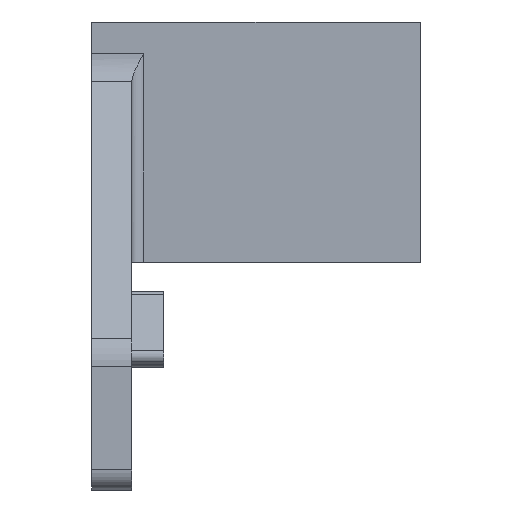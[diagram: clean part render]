
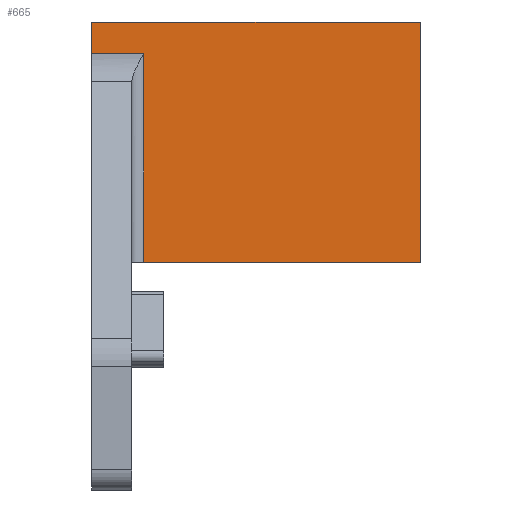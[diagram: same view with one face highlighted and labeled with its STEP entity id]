
A CAD part, top view. The second image highlights one B-rep face of the part: STEP entity #665.
In plain terms, the highlighted planar face has unit normal (0, 0, 1).
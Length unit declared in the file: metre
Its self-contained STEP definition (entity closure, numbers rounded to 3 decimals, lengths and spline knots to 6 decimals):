
#80=ORIENTED_EDGE('',*,*,#254,.T.);
#81=ORIENTED_EDGE('',*,*,#255,.T.);
#82=ORIENTED_EDGE('',*,*,#256,.T.);
#83=ORIENTED_EDGE('',*,*,#257,.T.);
#84=ORIENTED_EDGE('',*,*,#258,.F.);
#85=ORIENTED_EDGE('',*,*,#259,.F.);
#254=EDGE_CURVE('',#341,#342,#409,.F.);
#255=EDGE_CURVE('',#342,#343,#410,.F.);
#256=EDGE_CURVE('',#343,#344,#411,.T.);
#257=EDGE_CURVE('',#344,#345,#412,.T.);
#258=EDGE_CURVE('',#346,#345,#413,.T.);
#259=EDGE_CURVE('',#341,#346,#414,.T.);
#341=VERTEX_POINT('',#1022);
#342=VERTEX_POINT('',#1023);
#343=VERTEX_POINT('',#1025);
#344=VERTEX_POINT('',#1027);
#345=VERTEX_POINT('',#1029);
#346=VERTEX_POINT('',#1031);
#409=LINE('',#1021,#453);
#410=LINE('',#1024,#454);
#411=LINE('',#1026,#455);
#412=LINE('',#1028,#456);
#413=LINE('',#1030,#457);
#414=LINE('',#1032,#458);
#453=VECTOR('',#809,1.);
#454=VECTOR('',#810,1.);
#455=VECTOR('',#811,1.);
#456=VECTOR('',#812,1.);
#457=VECTOR('',#813,1.);
#458=VECTOR('',#814,1.);
#497=EDGE_LOOP('',(#80,#81,#82,#83,#84,#85));
#570=FACE_BOUND('',#497,.T.);
#645=PLANE('',#721);
#665=ADVANCED_FACE('',(#570),#645,.T.);
#721=AXIS2_PLACEMENT_3D('',#1020,#807,#808);
#807=DIRECTION('',(0.,0.,1.));
#808=DIRECTION('',(1.,0.,0.));
#809=DIRECTION('',(-1.,0.,0.));
#810=DIRECTION('',(0.,1.,0.));
#811=DIRECTION('',(1.,0.,0.));
#812=DIRECTION('',(0.,1.,0.));
#813=DIRECTION('',(1.,0.,0.));
#814=DIRECTION('',(0.,1.,0.));
#1020=CARTESIAN_POINT('',(-0.000635,-0.0381,-0.0381));
#1021=CARTESIAN_POINT('',(-0.000635,-0.00499,-0.0381));
#1022=CARTESIAN_POINT('',(-0.02667,-0.00499,-0.0381));
#1023=CARTESIAN_POINT('',(-0.018415,-0.00499,-0.0381));
#1024=CARTESIAN_POINT('',(-0.018415,-0.0381,-0.0381));
#1025=CARTESIAN_POINT('',(-0.018415,-0.0381,-0.0381));
#1026=CARTESIAN_POINT('',(-0.000635,-0.0381,-0.0381));
#1027=CARTESIAN_POINT('',(0.0254,-0.0381,-0.0381));
#1028=CARTESIAN_POINT('',(0.0254,-0.0381,-0.0381));
#1029=CARTESIAN_POINT('',(0.0254,0.,-0.0381));
#1030=CARTESIAN_POINT('',(-0.000635,0.,-0.0381));
#1031=CARTESIAN_POINT('',(-0.02667,0.,-0.0381));
#1032=CARTESIAN_POINT('',(-0.02667,-0.0381,-0.0381));
